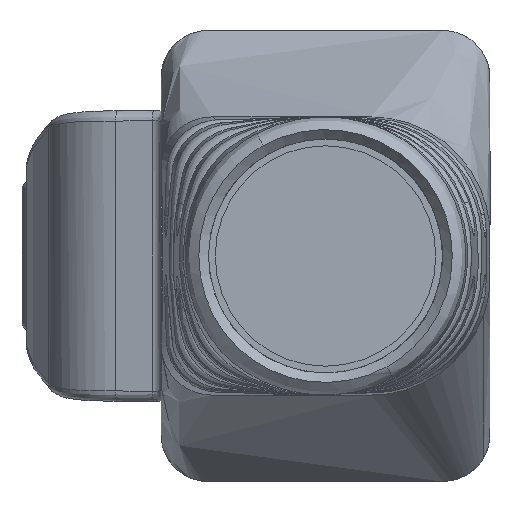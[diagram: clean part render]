
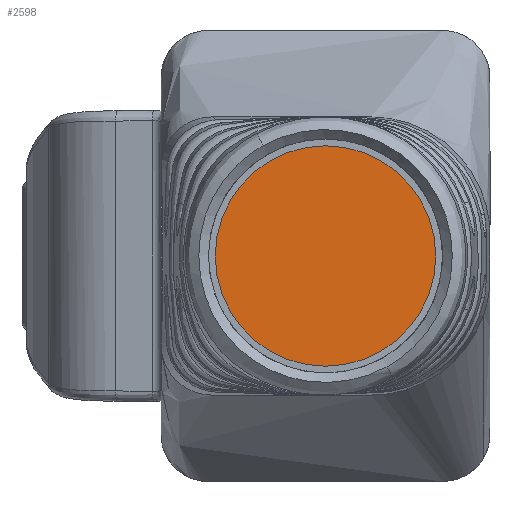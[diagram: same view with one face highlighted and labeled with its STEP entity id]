
A CAD part, left-side view. The second image highlights one B-rep face of the part: STEP entity #2598.
In plain terms, the highlighted planar face has unit normal (-1, 0, 0).
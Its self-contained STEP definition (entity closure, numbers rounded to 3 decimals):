
#2355=PLANE('',#12526);
#2598=ADVANCED_FACE('',(#3440),#2355,.T.);
#3440=FACE_OUTER_BOUND('',#4040,.T.);
#4040=EDGE_LOOP('',(#4735));
#4735=ORIENTED_EDGE('',*,*,#8624,.T.);
#7721=VERTEX_POINT('',#16286);
#8624=EDGE_CURVE('',#7721,#7721,#10078,.T.);
#10078=CIRCLE('',#12525,3.25);
#12525=AXIS2_PLACEMENT_3D('',#16285,#13560,#13561);
#12526=AXIS2_PLACEMENT_3D('',#16287,#13562,#13563);
#13560=DIRECTION('',(-1.,0.,0.));
#13561=DIRECTION('',(0.,0.,1.));
#13562=DIRECTION('',(-1.,0.,0.));
#13563=DIRECTION('',(0.,-1.,0.));
#16285=CARTESIAN_POINT('',(-74.75,0.858,-0.008));
#16286=CARTESIAN_POINT('',(-74.75,0.858,3.242));
#16287=CARTESIAN_POINT('',(-74.75,0.858,-0.008));
